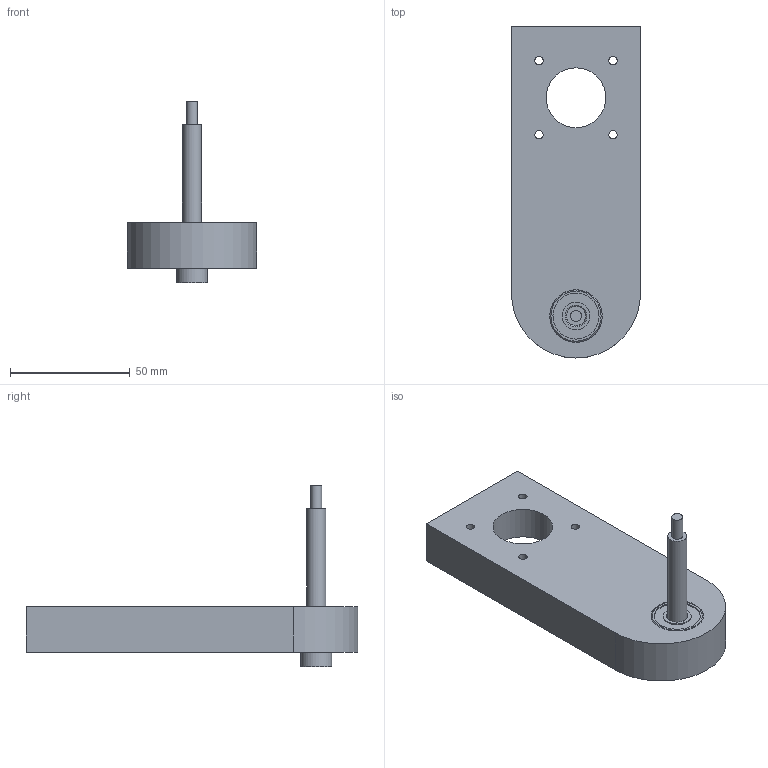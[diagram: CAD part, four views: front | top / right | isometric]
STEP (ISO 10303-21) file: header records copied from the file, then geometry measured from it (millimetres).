
FILE_DESCRIPTION(/* description */ ('Alibre Inc.'),/* implementation_level */ '2;1');
FILE_NAME(/* name */ 'export0',/* time_stamp */ '2015-08-18T12:10:41+08:00',/* author */ (''),/* organization */ (''),/* preprocessor_version */ 'ST-DEVELOPER v14',/* originating_system */ 'Alibre',/* authorisation */ '');
FILE_SCHEMA (('AUTOMOTIVE_DESIGN'));
Length unit declared in the file: centimetre
Products named in the file (4): DB608
Bounding box: 54 x 138.85 x 75.75 mm (x, y, z)
Volume: 119429.3 mm3; surface area: 28781.1 mm2
Topology: 4 solids, 4 shells, 64 faces, 129 edges, 84 vertices
Faces by surface type: plane 28, cylinder 28, cone 8
Full cylindrical faces by diameter (mm): 3.5 x4, 4.7 x1, 5.6 x2, 8 x3, 11.6 x4, 13 x1, 19.27 x4, 22 x3, 25 x1
Entity records: 1360 total; most frequent: CARTESIAN_POINT 260, DIRECTION 210, ORIENTED_EDGE 152, AXIS2_PLACEMENT_3D 102, EDGE_LOOP 96, FACE_BOUND 96, EDGE_CURVE 76, VERTEX_POINT 64
